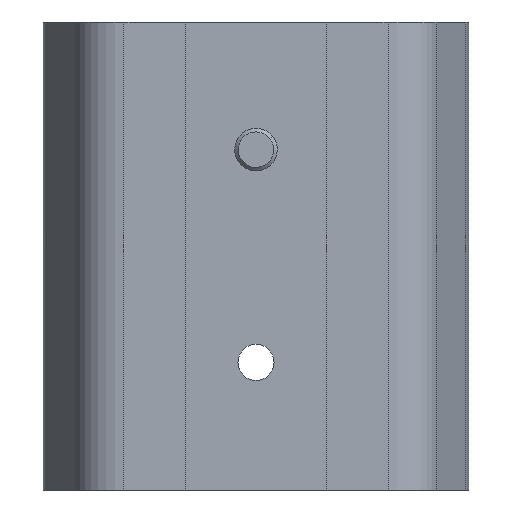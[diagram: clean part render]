
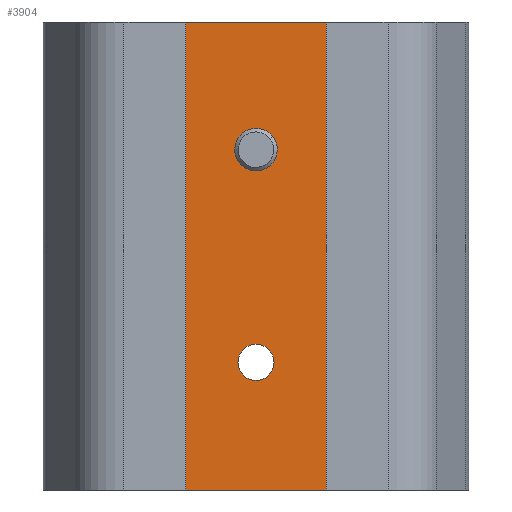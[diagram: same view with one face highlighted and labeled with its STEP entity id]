
A CAD part, front view. The second image highlights one B-rep face of the part: STEP entity #3904.
In plain terms, the highlighted planar face has unit normal (0, -1, 0).
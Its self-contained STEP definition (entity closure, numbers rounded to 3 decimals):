
#15 = ORIENTED_EDGE ( 'NONE', *, *, #3915, .T. ) ;
#170 = ORIENTED_EDGE ( 'NONE', *, *, #2046, .F. ) ;
#176 = LINE ( 'NONE', #397, #3440 ) ;
#254 = VERTEX_POINT ( 'NONE', #2971 ) ;
#383 = ORIENTED_EDGE ( 'NONE', *, *, #2941, .T. ) ;
#385 = CARTESIAN_POINT ( 'NONE',  ( 79.745, 156.956, 195.824 ) ) ;
#397 = CARTESIAN_POINT ( 'NONE',  ( 79.745, 156.956, 85.824 ) ) ;
#416 = VERTEX_POINT ( 'NONE', #2598 ) ;
#467 = VERTEX_POINT ( 'NONE', #1476 ) ;
#485 = EDGE_CURVE ( 'NONE', #2070, #1386, #3035, .T. ) ;
#493 = ORIENTED_EDGE ( 'NONE', *, *, #1240, .T. ) ;
#519 = VECTOR ( 'NONE', #1460, 1000. ) ;
#572 = EDGE_CURVE ( 'NONE', #2301, #2009, #1902, .T. ) ;
#688 = LINE ( 'NONE', #1027, #2438 ) ;
#769 = AXIS2_PLACEMENT_3D ( 'NONE', #1043, #1039, #1038 ) ;
#779 = CIRCLE ( 'NONE', #2663, 4.25 ) ;
#974 = CIRCLE ( 'NONE', #2416, 4.25 ) ;
#1025 = DIRECTION ( 'NONE',  ( 0., 0., -1. ) ) ;
#1027 = CARTESIAN_POINT ( 'NONE',  ( 11.745, 156.956, 40.824 ) ) ;
#1038 = DIRECTION ( 'NONE',  ( 0., 0., 1. ) ) ;
#1039 = DIRECTION ( 'NONE',  ( 0., 1., 0. ) ) ;
#1043 = CARTESIAN_POINT ( 'NONE',  ( 45.745, 156.956, 240.824 ) ) ;
#1067 = PLANE ( 'NONE',  #769 ) ;
#1121 = VERTEX_POINT ( 'NONE', #1849 ) ;
#1129 = VECTOR ( 'NONE', #2322, 1000. ) ;
#1183 = FACE_BOUND ( 'NONE', #1598, .T. ) ;
#1240 = EDGE_CURVE ( 'NONE', #254, #416, #1484, .T. ) ;
#1313 = ORIENTED_EDGE ( 'NONE', *, *, #572, .T. ) ;
#1386 = VERTEX_POINT ( 'NONE', #385 ) ;
#1452 = CARTESIAN_POINT ( 'NONE',  ( 11.745, 156.956, 195.824 ) ) ;
#1460 = DIRECTION ( 'NONE',  ( 1., 0., 0. ) ) ;
#1476 = CARTESIAN_POINT ( 'NONE',  ( 11.745, 156.956, 85.824 ) ) ;
#1484 = CIRCLE ( 'NONE', #2467, 4.25 ) ;
#1541 = EDGE_LOOP ( 'NONE', ( #1313, #383 ) ) ;
#1598 = EDGE_LOOP ( 'NONE', ( #493, #2151 ) ) ;
#1701 = ORIENTED_EDGE ( 'NONE', *, *, #485, .F. ) ;
#1717 = DIRECTION ( 'NONE',  ( 0., 0., 1. ) ) ;
#1718 = DIRECTION ( 'NONE',  ( 0., 1., 0. ) ) ;
#1720 = CARTESIAN_POINT ( 'NONE',  ( 45.745, 156.956, 115.824 ) ) ;
#1849 = CARTESIAN_POINT ( 'NONE',  ( 79.745, 156.956, 85.824 ) ) ;
#1902 = CIRCLE ( 'NONE', #2263, 4.25 ) ;
#1930 = DIRECTION ( 'NONE',  ( 0., 0., 1. ) ) ;
#1936 = DIRECTION ( 'NONE',  ( 0., 1., 0. ) ) ;
#1940 = CARTESIAN_POINT ( 'NONE',  ( 45.745, 156.956, 115.824 ) ) ;
#2009 = VERTEX_POINT ( 'NONE', #2627 ) ;
#2046 = EDGE_CURVE ( 'NONE', #1121, #467, #176, .T. ) ;
#2070 = VERTEX_POINT ( 'NONE', #3764 ) ;
#2151 = ORIENTED_EDGE ( 'NONE', *, *, #3351, .T. ) ;
#2263 = AXIS2_PLACEMENT_3D ( 'NONE', #3575, #3569, #3563 ) ;
#2301 = VERTEX_POINT ( 'NONE', #4021 ) ;
#2303 = CARTESIAN_POINT ( 'NONE',  ( 79.745, 156.956, 240.824 ) ) ;
#2322 = DIRECTION ( 'NONE',  ( 0., 0., 1. ) ) ;
#2416 = AXIS2_PLACEMENT_3D ( 'NONE', #1940, #1936, #1930 ) ;
#2438 = VECTOR ( 'NONE', #1025, 1000. ) ;
#2467 = AXIS2_PLACEMENT_3D ( 'NONE', #1720, #1718, #1717 ) ;
#2598 = CARTESIAN_POINT ( 'NONE',  ( 45.745, 156.956, 111.574 ) ) ;
#2627 = CARTESIAN_POINT ( 'NONE',  ( 45.745, 156.956, 161.574 ) ) ;
#2663 = AXIS2_PLACEMENT_3D ( 'NONE', #2888, #2880, #2860 ) ;
#2723 = DIRECTION ( 'NONE',  ( -1., 0., 0. ) ) ;
#2754 = FACE_BOUND ( 'NONE', #1541, .T. ) ;
#2860 = DIRECTION ( 'NONE',  ( 0., 0., 1. ) ) ;
#2880 = DIRECTION ( 'NONE',  ( 0., 1., 0. ) ) ;
#2888 = CARTESIAN_POINT ( 'NONE',  ( 45.745, 156.956, 165.824 ) ) ;
#2923 = ORIENTED_EDGE ( 'NONE', *, *, #3192, .T. ) ;
#2941 = EDGE_CURVE ( 'NONE', #2009, #2301, #779, .T. ) ;
#2971 = CARTESIAN_POINT ( 'NONE',  ( 45.745, 156.956, 120.074 ) ) ;
#3035 = LINE ( 'NONE', #1452, #519 ) ;
#3192 = EDGE_CURVE ( 'NONE', #1121, #1386, #3778, .T. ) ;
#3351 = EDGE_CURVE ( 'NONE', #416, #254, #974, .T. ) ;
#3440 = VECTOR ( 'NONE', #2723, 1000. ) ;
#3563 = DIRECTION ( 'NONE',  ( 0., 0., 1. ) ) ;
#3569 = DIRECTION ( 'NONE',  ( 0., 1., 0. ) ) ;
#3575 = CARTESIAN_POINT ( 'NONE',  ( 45.745, 156.956, 165.824 ) ) ;
#3727 = EDGE_LOOP ( 'NONE', ( #15, #170, #2923, #1701 ) ) ;
#3728 = FACE_OUTER_BOUND ( 'NONE', #3727, .T. ) ;
#3764 = CARTESIAN_POINT ( 'NONE',  ( 11.745, 156.956, 195.824 ) ) ;
#3778 = LINE ( 'NONE', #2303, #1129 ) ;
#3904 = ADVANCED_FACE ( 'NONE', ( #2754, #1183, #3728 ), #1067, .F. ) ;
#3915 = EDGE_CURVE ( 'NONE', #2070, #467, #688, .T. ) ;
#4021 = CARTESIAN_POINT ( 'NONE',  ( 45.745, 156.956, 170.074 ) ) ;
